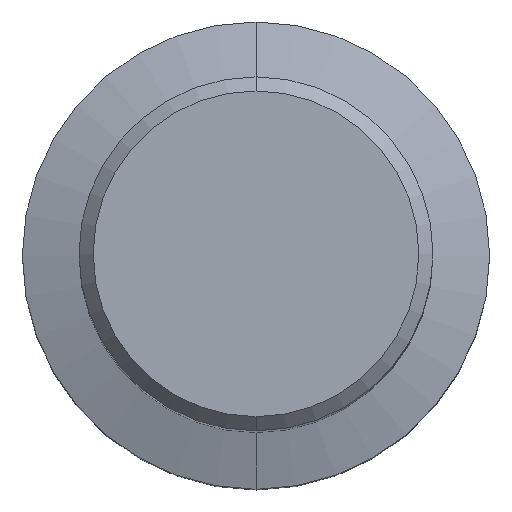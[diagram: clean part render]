
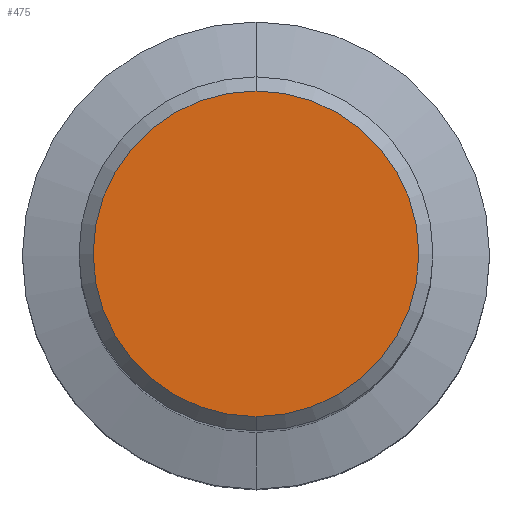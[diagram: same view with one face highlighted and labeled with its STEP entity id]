
A CAD part, top view. The second image highlights one B-rep face of the part: STEP entity #475.
In plain terms, the highlighted planar face has unit normal (0, 0, 1).
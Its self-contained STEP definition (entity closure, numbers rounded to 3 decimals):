
#245=EDGE_CURVE('',#447,#427,#606,.T.);
#385=EDGE_CURVE('',#427,#447,#758,.T.);
#427=VERTEX_POINT('',#805);
#447=VERTEX_POINT('',#827);
#475=ADVANCED_FACE('',(#859),#860,.T.);
#606=CIRCLE('',#1034,11.5);
#758=CIRCLE('',#1370,11.5);
#805=CARTESIAN_POINT('',(0.0,11.5,0.0));
#827=CARTESIAN_POINT('',(0.,-11.5,0.0));
#859=FACE_OUTER_BOUND('',#1571,.T.);
#860=PLANE('',#1572);
#1034=AXIS2_PLACEMENT_3D('',#1881,#1882,#1883);
#1370=AXIS2_PLACEMENT_3D('',#2023,#2024,#2025);
#1571=EDGE_LOOP('',(#2152,#2153));
#1572=AXIS2_PLACEMENT_3D('',#2154,#2155,#2156);
#1881=CARTESIAN_POINT('',(0.0,0.0,0.0));
#1882=DIRECTION('',(0.0,0.0,-1.0));
#1883=DIRECTION('',(0.0,1.0,0.0));
#2023=CARTESIAN_POINT('',(0.0,0.0,0.0));
#2024=DIRECTION('',(0.0,0.0,-1.0));
#2025=DIRECTION('',(0.0,1.0,0.0));
#2152=ORIENTED_EDGE('',*,*,#385,.F.);
#2153=ORIENTED_EDGE('',*,*,#245,.F.);
#2154=CARTESIAN_POINT('',(0.0,5.75,0.0));
#2155=DIRECTION('',(-0.0,0.0,1.0));
#2156=DIRECTION('',(0.0,-1.0,0.0));
